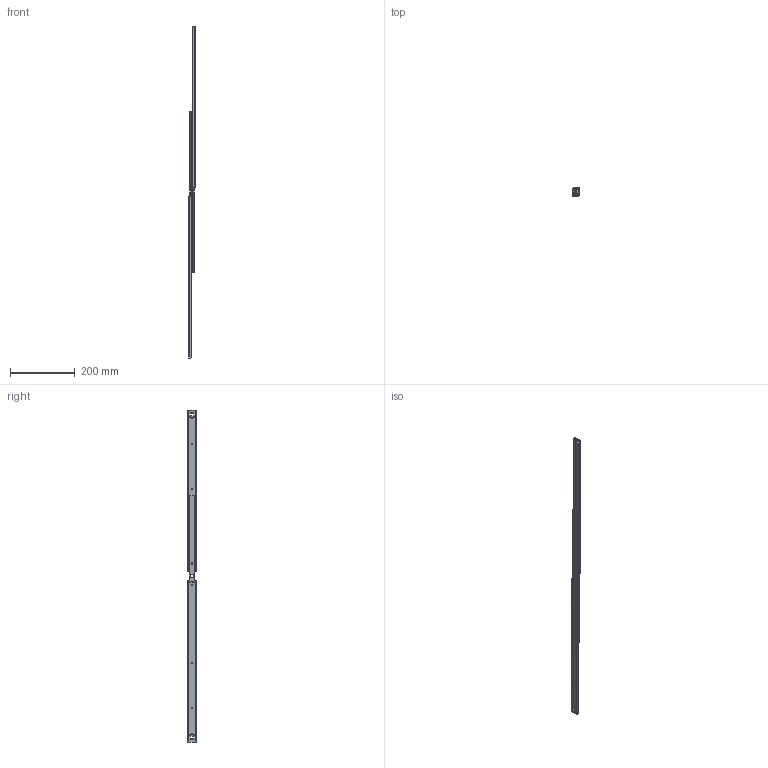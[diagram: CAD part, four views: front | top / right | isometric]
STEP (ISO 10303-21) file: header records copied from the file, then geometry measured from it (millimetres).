
FILE_DESCRIPTION(/* description */ ('Edelstahl- Überauszug Serie 040 500x526'),/* implementation_level */ '2;1');
FILE_NAME(/* name */ '07000057005.stp',/* time_stamp */ '2020-06-18T12:38:17+02:00',/* author */ ('Dennis Bruder'),/* organization */ (''),/* preprocessor_version */ 'ST-DEVELOPER v18',/* originating_system */ 'Autodesk Inventor 2020',/* authorisation */ '');
FILE_SCHEMA (('AUTOMOTIVE_DESIGN { 1 0 10303 214 3 1 1 }'));
Products named in the file (1): 07000057005
Bounding box: 20 x 27.2 x 1026.5 mm (x, y, z)
Volume: 92246.7 mm3; surface area: 169014.5 mm2
Topology: 94 solids, 94 shells, 5340 faces, 16460 edges, 10964 vertices
Faces by surface type: plane 1926, cylinder 1730, cone 704, bspline 536, torus 352, sphere 92
Full cylindrical faces by diameter (mm): 4.1 x8, 5.1 x2, 10 x2
Entity records: 210530 total; most frequent: CARTESIAN_POINT 60263, ORIENTED_EDGE 32560, DIRECTION 29176, EDGE_CURVE 16280, AXIS2_PLACEMENT_3D 11001, VERTEX_POINT 10964, LINE 7174, VECTOR 7174
